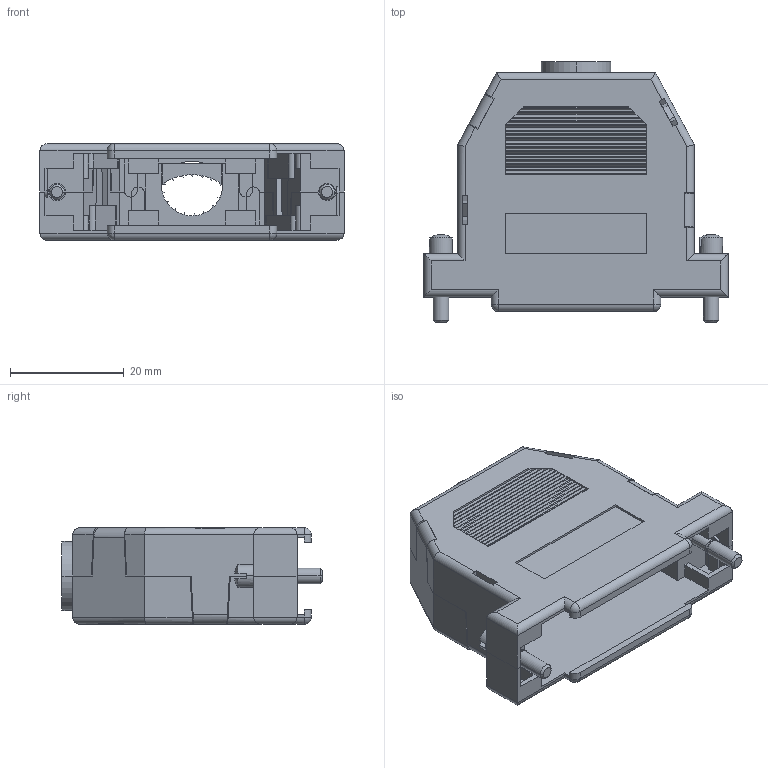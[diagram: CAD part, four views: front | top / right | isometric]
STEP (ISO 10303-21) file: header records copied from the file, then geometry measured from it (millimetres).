
FILE_DESCRIPTION (( 'STEP AP214' ), '1' );
FILE_NAME ('956-025-010R011.STEP', '2009-05-23T21:28:36', ( 'Tom Plaven' ), ( 'Anapro Tech' ), 'SwSTEP 2.0', 'SolidWorks 2007', '' );
FILE_SCHEMA (( 'AUTOMOTIVE_DESIGN' ));
Length unit declared in the file: inch
Products named in the file (4): 956-025-010R011; 956-009 Strain Relief; 956 Jackscrew; 956-025-010R031
Assembly tree (5 placements, depth 2):
  956-025-010R011
    956 Jackscrew  x2
    956-025-010R031  x2
    956-009 Strain Relief
Bounding box: 53.59 x 45.9 x 17.02 mm (x, y, z)
Volume: 9581.5 mm3; surface area: 13712.5 mm2
Topology: 6 solids, 6 shells, 618 faces, 1576 edges, 980 vertices
Faces by surface type: plane 490, cylinder 116, sphere 8, cone 4
Entity records: 13592 total; most frequent: CARTESIAN_POINT 1835, ORIENTED_EDGE 1740, DIRECTION 1654, EDGE_CURVE 870, VECTOR 732, LINE 732, VERTEX_POINT 546, AXIS2_PLACEMENT_3D 461
